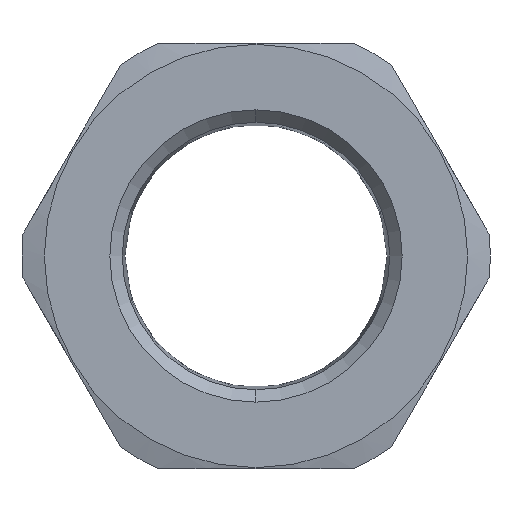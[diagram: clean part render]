
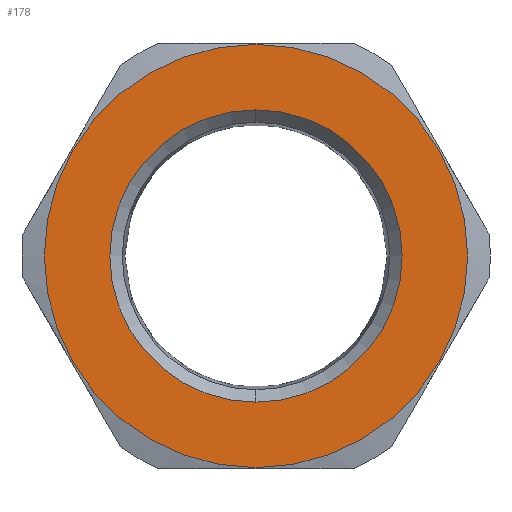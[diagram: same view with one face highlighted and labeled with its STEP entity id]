
A CAD part, left-side view. The second image highlights one B-rep face of the part: STEP entity #178.
In plain terms, the highlighted planar face has unit normal (-1, 0, 0).
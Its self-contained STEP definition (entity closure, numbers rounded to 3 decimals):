
#12 = AXIS2_PLACEMENT_3D ( 'NONE', #1041, #1391, #604 ) ;
#20 = AXIS2_PLACEMENT_3D ( 'NONE', #250, #33, #1149 ) ;
#33 = DIRECTION ( 'NONE',  ( 1., 0., 0. ) ) ;
#57 = ORIENTED_EDGE ( 'NONE', *, *, #1306, .T. ) ;
#62 = EDGE_LOOP ( 'NONE', ( #783, #658 ) ) ;
#109 = FACE_OUTER_BOUND ( 'NONE', #577, .T. ) ;
#123 = CARTESIAN_POINT ( 'NONE',  ( 0., 0., 44.75 ) ) ;
#139 = VERTEX_POINT ( 'NONE', #926 ) ;
#176 = VERTEX_POINT ( 'NONE', #123 ) ;
#178 = ADVANCED_FACE ( 'NONE', ( #677, #109 ), #483, .F. ) ;
#185 = AXIS2_PLACEMENT_3D ( 'NONE', #1169, #395, #502 ) ;
#250 = CARTESIAN_POINT ( 'NONE',  ( 0., 0., 0. ) ) ;
#307 = CIRCLE ( 'NONE', #185, 44.75 ) ;
#322 = ORIENTED_EDGE ( 'NONE', *, *, #1419, .T. ) ;
#395 = DIRECTION ( 'NONE',  ( -1., 0., 0. ) ) ;
#463 = CARTESIAN_POINT ( 'NONE',  ( 0., 0., -30.905 ) ) ;
#468 = CIRCLE ( 'NONE', #895, 44.75 ) ;
#483 = PLANE ( 'NONE',  #20 ) ;
#502 = DIRECTION ( 'NONE',  ( 0., 0., 1. ) ) ;
#517 = AXIS2_PLACEMENT_3D ( 'NONE', #748, #965, #1084 ) ;
#577 = EDGE_LOOP ( 'NONE', ( #322, #57 ) ) ;
#581 = CIRCLE ( 'NONE', #517, 30.905 ) ;
#604 = DIRECTION ( 'NONE',  ( 0., 0., -1. ) ) ;
#614 = CARTESIAN_POINT ( 'NONE',  ( 0., 0., 30.905 ) ) ;
#658 = ORIENTED_EDGE ( 'NONE', *, *, #882, .T. ) ;
#677 = FACE_BOUND ( 'NONE', #62, .T. ) ;
#748 = CARTESIAN_POINT ( 'NONE',  ( 0., 0., 0. ) ) ;
#774 = CARTESIAN_POINT ( 'NONE',  ( 0., 0., 0. ) ) ;
#783 = ORIENTED_EDGE ( 'NONE', *, *, #1056, .T. ) ;
#871 = CIRCLE ( 'NONE', #12, 30.905 ) ;
#882 = EDGE_CURVE ( 'NONE', #1246, #1300, #581, .T. ) ;
#895 = AXIS2_PLACEMENT_3D ( 'NONE', #774, #1007, #1336 ) ;
#926 = CARTESIAN_POINT ( 'NONE',  ( 0., 0., -44.75 ) ) ;
#965 = DIRECTION ( 'NONE',  ( 1., 0., 0. ) ) ;
#1007 = DIRECTION ( 'NONE',  ( -1., 0., 0. ) ) ;
#1041 = CARTESIAN_POINT ( 'NONE',  ( 0., 0., 0. ) ) ;
#1056 = EDGE_CURVE ( 'NONE', #1300, #1246, #871, .T. ) ;
#1084 = DIRECTION ( 'NONE',  ( 0., 0., -1. ) ) ;
#1149 = DIRECTION ( 'NONE',  ( 0., 0., -1. ) ) ;
#1169 = CARTESIAN_POINT ( 'NONE',  ( 0., 0., 0. ) ) ;
#1246 = VERTEX_POINT ( 'NONE', #463 ) ;
#1300 = VERTEX_POINT ( 'NONE', #614 ) ;
#1306 = EDGE_CURVE ( 'NONE', #176, #139, #307, .T. ) ;
#1336 = DIRECTION ( 'NONE',  ( 0., 0., 1. ) ) ;
#1391 = DIRECTION ( 'NONE',  ( 1., 0., 0. ) ) ;
#1419 = EDGE_CURVE ( 'NONE', #139, #176, #468, .T. ) ;
